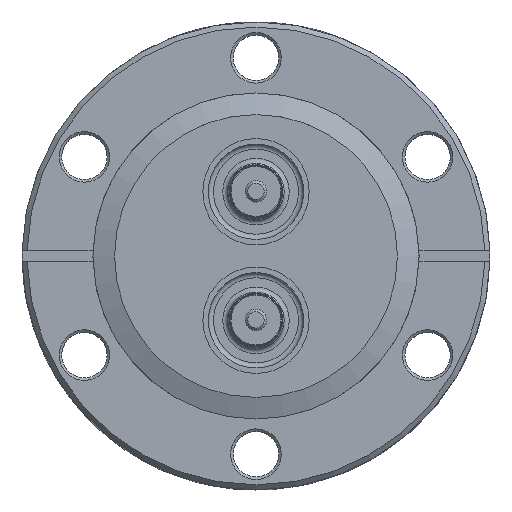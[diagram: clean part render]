
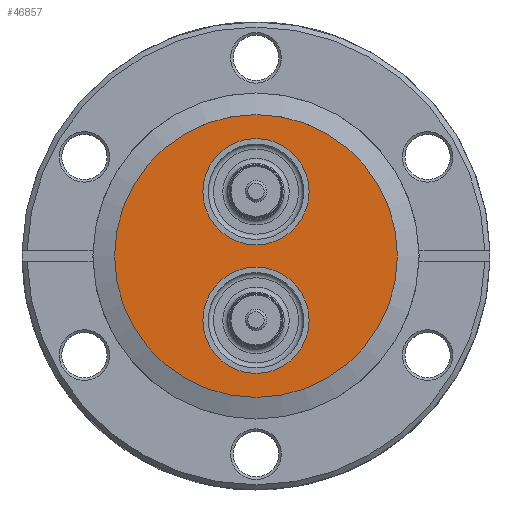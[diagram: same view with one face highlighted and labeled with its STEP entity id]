
A CAD part, top view. The second image highlights one B-rep face of the part: STEP entity #46857.
In plain terms, the highlighted planar face has unit normal (0, 0, 1).
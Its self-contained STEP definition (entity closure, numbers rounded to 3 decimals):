
#284=FACE_BOUND('',#13166,.T.);
#285=FACE_BOUND('',#13167,.T.);
#6644=PLANE('',#49791);
#10377=FACE_OUTER_BOUND('',#13165,.T.);
#13165=EDGE_LOOP('',(#31267));
#13166=EDGE_LOOP('',(#31268));
#13167=EDGE_LOOP('',(#31269));
#15836=CIRCLE('',#49739,7.874);
#15855=CIRCLE('',#49778,7.874);
#15865=CIRCLE('',#49792,20.955);
#17796=VERTEX_POINT('',#71677);
#17815=VERTEX_POINT('',#71735);
#17825=VERTEX_POINT('',#71759);
#23079=EDGE_CURVE('',#17796,#17796,#15836,.T.);
#23098=EDGE_CURVE('',#17815,#17815,#15855,.T.);
#23108=EDGE_CURVE('',#17825,#17825,#15865,.F.);
#31267=ORIENTED_EDGE('',*,*,#23108,.F.);
#31268=ORIENTED_EDGE('',*,*,#23079,.T.);
#31269=ORIENTED_EDGE('',*,*,#23098,.T.);
#46857=ADVANCED_FACE('',(#10377,#284,#285),#6644,.T.);
#49739=AXIS2_PLACEMENT_3D('',#71678,#55304,#55305);
#49778=AXIS2_PLACEMENT_3D('',#71736,#55382,#55383);
#49791=AXIS2_PLACEMENT_3D('',#71758,#55408,#55409);
#49792=AXIS2_PLACEMENT_3D('',#71760,#55410,#55411);
#55304=DIRECTION('center_axis',(0.,0.,-1.));
#55305=DIRECTION('ref_axis',(1.,0.,0.));
#55382=DIRECTION('center_axis',(0.,0.,-1.));
#55383=DIRECTION('ref_axis',(1.,0.,0.));
#55408=DIRECTION('center_axis',(0.,0.,1.));
#55409=DIRECTION('ref_axis',(-1.,0.,0.));
#55410=DIRECTION('center_axis',(0.,0.,1.));
#55411=DIRECTION('ref_axis',(-1.,0.,0.));
#71677=CARTESIAN_POINT('',(-7.874,-9.525,-1.295));
#71678=CARTESIAN_POINT('Origin',(0.,-9.525,-1.295));
#71735=CARTESIAN_POINT('',(-7.874,9.525,-1.295));
#71736=CARTESIAN_POINT('Origin',(0.,9.525,-1.295));
#71758=CARTESIAN_POINT('Origin',(-20.955,0.,-1.295));
#71759=CARTESIAN_POINT('',(-20.955,0.,-1.295));
#71760=CARTESIAN_POINT('Origin',(0.,0.,-1.295));
